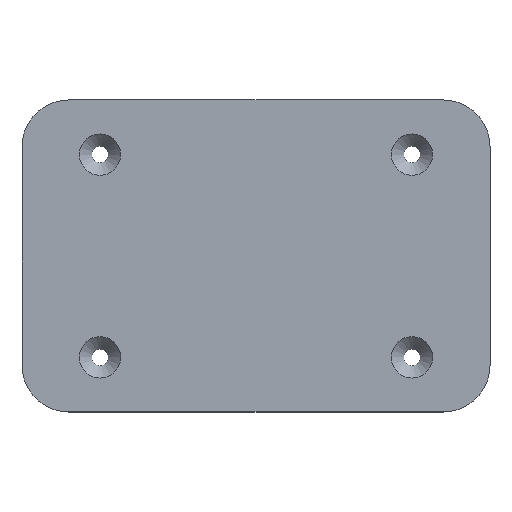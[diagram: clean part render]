
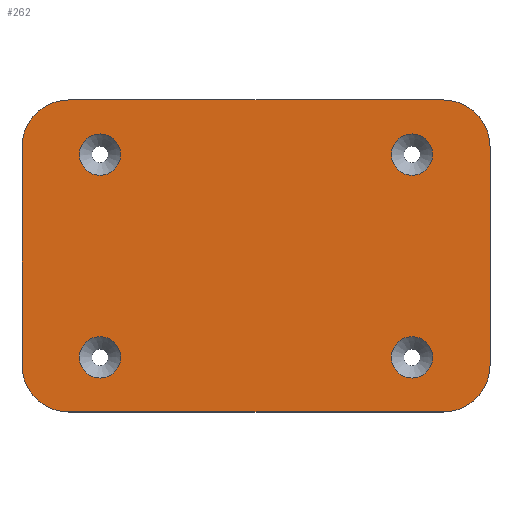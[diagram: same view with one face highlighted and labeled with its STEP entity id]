
A CAD part, top view. The second image highlights one B-rep face of the part: STEP entity #262.
In plain terms, the highlighted planar face has unit normal (0, 0, 1).
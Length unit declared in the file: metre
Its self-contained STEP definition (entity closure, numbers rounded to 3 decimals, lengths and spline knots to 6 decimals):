
#25=CIRCLE('',#284,0.03);
#27=CIRCLE('',#288,0.03);
#29=CIRCLE('',#292,0.03);
#31=CIRCLE('',#296,0.03);
#32=CIRCLE('',#298,0.01325);
#33=CIRCLE('',#299,0.01325);
#34=CIRCLE('',#300,0.01325);
#35=CIRCLE('',#301,0.01325);
#76=ORIENTED_EDGE('',*,*,#132,.T.);
#77=ORIENTED_EDGE('',*,*,#133,.T.);
#78=ORIENTED_EDGE('',*,*,#134,.T.);
#79=ORIENTED_EDGE('',*,*,#135,.T.);
#80=ORIENTED_EDGE('',*,*,#110,.F.);
#81=ORIENTED_EDGE('',*,*,#114,.T.);
#82=ORIENTED_EDGE('',*,*,#117,.T.);
#83=ORIENTED_EDGE('',*,*,#120,.T.);
#84=ORIENTED_EDGE('',*,*,#123,.T.);
#85=ORIENTED_EDGE('',*,*,#126,.T.);
#86=ORIENTED_EDGE('',*,*,#129,.F.);
#87=ORIENTED_EDGE('',*,*,#131,.T.);
#110=EDGE_CURVE('',#142,#143,#166,.T.);
#114=EDGE_CURVE('',#142,#145,#25,.T.);
#117=EDGE_CURVE('',#145,#147,#171,.T.);
#120=EDGE_CURVE('',#147,#149,#27,.T.);
#123=EDGE_CURVE('',#149,#151,#175,.T.);
#126=EDGE_CURVE('',#151,#153,#29,.T.);
#129=EDGE_CURVE('',#155,#153,#179,.T.);
#131=EDGE_CURVE('',#155,#143,#31,.T.);
#132=EDGE_CURVE('',#156,#156,#32,.T.);
#133=EDGE_CURVE('',#157,#157,#33,.T.);
#134=EDGE_CURVE('',#158,#158,#34,.T.);
#135=EDGE_CURVE('',#159,#159,#35,.T.);
#142=VERTEX_POINT('',#395);
#143=VERTEX_POINT('',#397);
#145=VERTEX_POINT('',#403);
#147=VERTEX_POINT('',#409);
#149=VERTEX_POINT('',#415);
#151=VERTEX_POINT('',#421);
#153=VERTEX_POINT('',#427);
#155=VERTEX_POINT('',#433);
#156=VERTEX_POINT('',#440);
#157=VERTEX_POINT('',#442);
#158=VERTEX_POINT('',#444);
#159=VERTEX_POINT('',#446);
#166=LINE('',#396,#182);
#171=LINE('',#410,#187);
#175=LINE('',#422,#191);
#179=LINE('',#434,#195);
#182=VECTOR('',#317,1.);
#187=VECTOR('',#330,1.);
#191=VECTOR('',#342,1.);
#195=VECTOR('',#354,1.);
#204=EDGE_LOOP('',(#76));
#205=EDGE_LOOP('',(#77));
#206=EDGE_LOOP('',(#78));
#207=EDGE_LOOP('',(#79));
#208=EDGE_LOOP('',(#80,#81,#82,#83,#84,#85,#86,#87));
#230=FACE_BOUND('',#204,.T.);
#231=FACE_BOUND('',#205,.T.);
#232=FACE_BOUND('',#206,.T.);
#233=FACE_BOUND('',#207,.T.);
#234=FACE_BOUND('',#208,.T.);
#252=PLANE('',#297);
#262=ADVANCED_FACE('',(#230,#231,#232,#233,#234),#252,.T.);
#284=AXIS2_PLACEMENT_3D('',#404,#324,#325);
#288=AXIS2_PLACEMENT_3D('',#416,#336,#337);
#292=AXIS2_PLACEMENT_3D('',#428,#348,#349);
#296=AXIS2_PLACEMENT_3D('',#437,#359,#360);
#297=AXIS2_PLACEMENT_3D('',#438,#361,#362);
#298=AXIS2_PLACEMENT_3D('',#439,#363,#364);
#299=AXIS2_PLACEMENT_3D('',#441,#365,#366);
#300=AXIS2_PLACEMENT_3D('',#443,#367,#368);
#301=AXIS2_PLACEMENT_3D('',#445,#369,#370);
#317=DIRECTION('',(0.,1.,0.));
#324=DIRECTION('',(0.,0.,1.));
#325=DIRECTION('',(1.,0.,0.));
#330=DIRECTION('',(1.,0.,0.));
#336=DIRECTION('',(0.,0.,1.));
#337=DIRECTION('',(1.,0.,0.));
#342=DIRECTION('',(0.,1.,0.));
#348=DIRECTION('',(0.,0.,1.));
#349=DIRECTION('',(1.,0.,0.));
#354=DIRECTION('',(1.,0.,0.));
#359=DIRECTION('',(0.,0.,1.));
#360=DIRECTION('',(1.,0.,0.));
#361=DIRECTION('',(0.,0.,1.));
#362=DIRECTION('',(1.,0.,0.));
#363=DIRECTION('',(0.,0.,-1.));
#364=DIRECTION('',(-1.,0.,0.));
#365=DIRECTION('',(0.,0.,-1.));
#366=DIRECTION('',(-1.,0.,0.));
#367=DIRECTION('',(0.,0.,-1.));
#368=DIRECTION('',(-1.,0.,0.));
#369=DIRECTION('',(0.,0.,-1.));
#370=DIRECTION('',(-1.,0.,0.));
#395=CARTESIAN_POINT('',(0.,0.03,0.008));
#396=CARTESIAN_POINT('',(0.,0.1,0.008));
#397=CARTESIAN_POINT('',(0.,0.17,0.008));
#403=CARTESIAN_POINT('',(0.03,0.,0.008));
#404=CARTESIAN_POINT('',(0.03,0.03,0.008));
#409=CARTESIAN_POINT('',(0.27,0.,0.008));
#410=CARTESIAN_POINT('',(0.15,0.,0.008));
#415=CARTESIAN_POINT('',(0.3,0.03,0.008));
#416=CARTESIAN_POINT('',(0.27,0.03,0.008));
#421=CARTESIAN_POINT('',(0.3,0.17,0.008));
#422=CARTESIAN_POINT('',(0.3,0.1,0.008));
#427=CARTESIAN_POINT('',(0.27,0.2,0.008));
#428=CARTESIAN_POINT('',(0.27,0.17,0.008));
#433=CARTESIAN_POINT('',(0.03,0.2,0.008));
#434=CARTESIAN_POINT('',(0.15,0.2,0.008));
#437=CARTESIAN_POINT('',(0.03,0.17,0.008));
#438=CARTESIAN_POINT('',(0.15,0.1,0.008));
#439=CARTESIAN_POINT('',(0.25,0.165,0.008));
#440=CARTESIAN_POINT('',(0.23675,0.165,0.008));
#441=CARTESIAN_POINT('',(0.25,0.035,0.008));
#442=CARTESIAN_POINT('',(0.23675,0.035,0.008));
#443=CARTESIAN_POINT('',(0.05,0.035,0.008));
#444=CARTESIAN_POINT('',(0.03675,0.035,0.008));
#445=CARTESIAN_POINT('',(0.05,0.165,0.008));
#446=CARTESIAN_POINT('',(0.03675,0.165,0.008));
